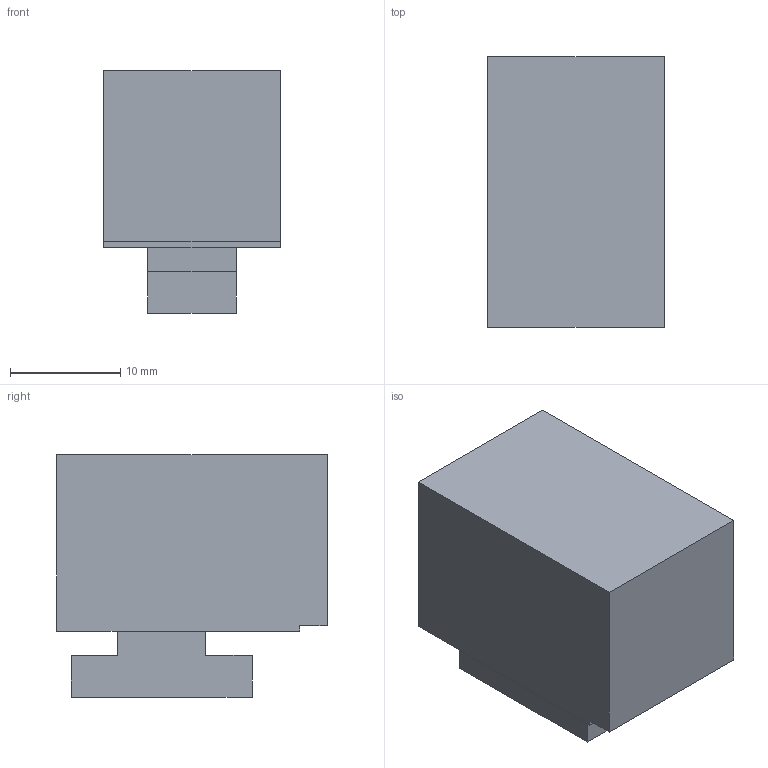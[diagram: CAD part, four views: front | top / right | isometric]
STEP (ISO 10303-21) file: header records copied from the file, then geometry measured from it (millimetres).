
FILE_DESCRIPTION(('STEP AP214'),'1');
FILE_NAME('cctmp_3A3292EF-90C7-43B5-AB90-491DE134480D_2020_1_20_8_0_39_31..stp','2020-01-20T07:00:39',('Bosch Rexroth AG'),('CADClick - www.CADClick.com'),'Spatial InterOp 3D',' ','unknown authorization - (Healing Option Enabled)');
FILE_SCHEMA(('AUTOMOTIVE_DESIGN'));
Length unit declared in the file: millimetre
Products named in the file (1): 2020_01_20__08-00-39-031
Bounding box: 16 x 24.5 x 22 mm (x, y, z)
Volume: 6891.4 mm3; surface area: 2467.7 mm2
Topology: 1 solids, 1 shells, 17 faces, 42 edges, 28 vertices
Faces by surface type: plane 17
Entity records: 656 total; most frequent: CARTESIAN_POINT 88, ORIENTED_EDGE 84, DIRECTION 78, EDGE_CURVE 42, LINE 42, VECTOR 42, VERTEX_POINT 28, STYLED_ITEM 18
